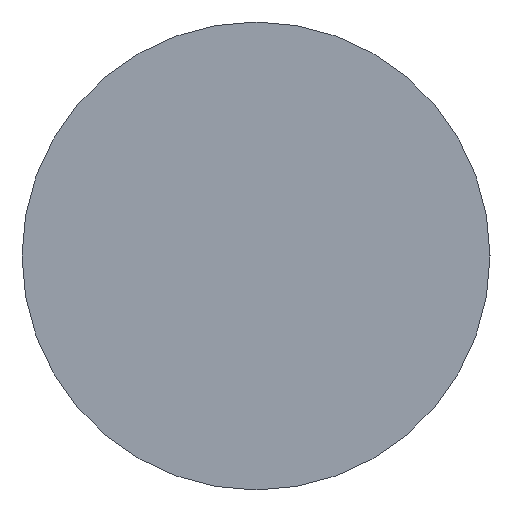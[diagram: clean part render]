
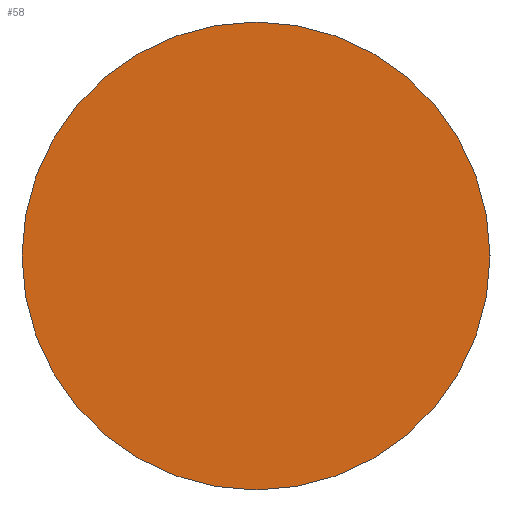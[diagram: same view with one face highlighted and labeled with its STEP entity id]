
A CAD part, left-side view. The second image highlights one B-rep face of the part: STEP entity #58.
In plain terms, the highlighted planar face has unit normal (-1, 0, 0).
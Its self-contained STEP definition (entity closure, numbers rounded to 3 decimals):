
#1 = CIRCLE ( 'NONE', #12, 1. ) ;
#5 = DIRECTION ( 'NONE',  ( 0., 0., -1. ) ) ;
#7 = DIRECTION ( 'NONE',  ( 1., 0., 0. ) ) ;
#12 = AXIS2_PLACEMENT_3D ( 'NONE', #84, #7, #77 ) ;
#23 = ORIENTED_EDGE ( 'NONE', *, *, #95, .F. ) ;
#25 = VERTEX_POINT ( 'NONE', #98 ) ;
#27 = EDGE_CURVE ( 'NONE', #124, #25, #105, .T. ) ;
#29 = FACE_OUTER_BOUND ( 'NONE', #39, .T. ) ;
#39 = EDGE_LOOP ( 'NONE', ( #76, #23 ) ) ;
#40 = CARTESIAN_POINT ( 'NONE',  ( 0., 0., 0. ) ) ;
#48 = CARTESIAN_POINT ( 'NONE',  ( 0., 0., 0. ) ) ;
#49 = DIRECTION ( 'NONE',  ( 0., 0., -1. ) ) ;
#57 = PLANE ( 'NONE',  #97 ) ;
#58 = ADVANCED_FACE ( 'NONE', ( #29 ), #57, .F. ) ;
#64 = CARTESIAN_POINT ( 'NONE',  ( 0., 0., 1. ) ) ;
#76 = ORIENTED_EDGE ( 'NONE', *, *, #27, .F. ) ;
#77 = DIRECTION ( 'NONE',  ( 0., 0., -1. ) ) ;
#84 = CARTESIAN_POINT ( 'NONE',  ( 0., 0., 0. ) ) ;
#87 = AXIS2_PLACEMENT_3D ( 'NONE', #48, #125, #5 ) ;
#95 = EDGE_CURVE ( 'NONE', #25, #124, #1, .T. ) ;
#97 = AXIS2_PLACEMENT_3D ( 'NONE', #40, #101, #49 ) ;
#98 = CARTESIAN_POINT ( 'NONE',  ( 0., 0., -1. ) ) ;
#101 = DIRECTION ( 'NONE',  ( 1., 0., 0. ) ) ;
#105 = CIRCLE ( 'NONE', #87, 1. ) ;
#124 = VERTEX_POINT ( 'NONE', #64 ) ;
#125 = DIRECTION ( 'NONE',  ( 1., 0., 0. ) ) ;
